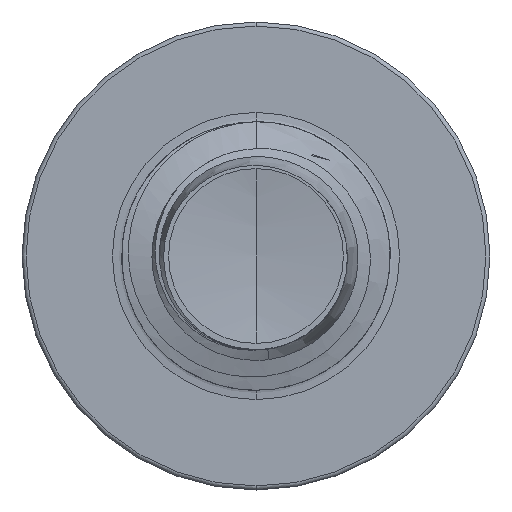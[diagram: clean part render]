
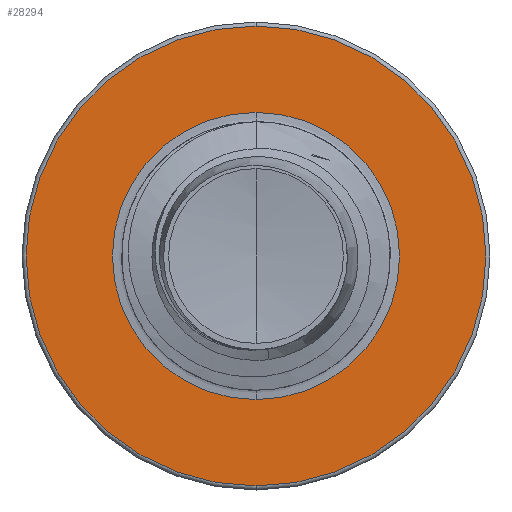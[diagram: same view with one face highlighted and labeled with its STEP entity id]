
A CAD part, front view. The second image highlights one B-rep face of the part: STEP entity #28294.
In plain terms, the highlighted planar face has unit normal (0, -1, 0).
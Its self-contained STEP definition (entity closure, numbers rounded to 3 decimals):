
#459 = EDGE_LOOP ( 'NONE', ( #6484, #4295 ) ) ;
#1283 = FACE_BOUND ( 'NONE', #34086, .T. ) ;
#1398 = CIRCLE ( 'NONE', #27002, 1.872 ) ;
#2351 = EDGE_CURVE ( 'NONE', #14931, #3019, #1398, .T. ) ;
#3019 = VERTEX_POINT ( 'NONE', #7879 ) ;
#3462 = ORIENTED_EDGE ( 'NONE', *, *, #24215, .T. ) ;
#4295 = ORIENTED_EDGE ( 'NONE', *, *, #28556, .F. ) ;
#4463 = VERTEX_POINT ( 'NONE', #20071 ) ;
#4768 = AXIS2_PLACEMENT_3D ( 'NONE', #24825, #27772, #11523 ) ;
#4816 = CARTESIAN_POINT ( 'NONE',  ( 0., 14., -2.997 ) ) ;
#6484 = ORIENTED_EDGE ( 'NONE', *, *, #31432, .F. ) ;
#6586 = AXIS2_PLACEMENT_3D ( 'NONE', #9724, #28721, #12497 ) ;
#7879 = CARTESIAN_POINT ( 'NONE',  ( 0., 14., -1.872 ) ) ;
#9724 = CARTESIAN_POINT ( 'NONE',  ( 0., 14., 0. ) ) ;
#9738 = DIRECTION ( 'NONE',  ( 0., 1., 0. ) ) ;
#10089 = ORIENTED_EDGE ( 'NONE', *, *, #2351, .T. ) ;
#10732 = AXIS2_PLACEMENT_3D ( 'NONE', #26012, #9738, #28733 ) ;
#10907 = CARTESIAN_POINT ( 'NONE',  ( 0., 14., 0. ) ) ;
#11523 = DIRECTION ( 'NONE',  ( 0., 0., 1. ) ) ;
#11708 = DIRECTION ( 'NONE',  ( 0., 1., 0. ) ) ;
#12497 = DIRECTION ( 'NONE',  ( 0., 0., 1. ) ) ;
#12822 = CIRCLE ( 'NONE', #10732, 2.998 ) ;
#14931 = VERTEX_POINT ( 'NONE', #24793 ) ;
#14962 = FACE_OUTER_BOUND ( 'NONE', #459, .T. ) ;
#20071 = CARTESIAN_POINT ( 'NONE',  ( 0., 14., 2.998 ) ) ;
#23092 = VERTEX_POINT ( 'NONE', #4816 ) ;
#24065 = DIRECTION ( 'NONE',  ( 0., 0., 1. ) ) ;
#24215 = EDGE_CURVE ( 'NONE', #3019, #14931, #33607, .T. ) ;
#24793 = CARTESIAN_POINT ( 'NONE',  ( 0., 14., 1.872 ) ) ;
#24825 = CARTESIAN_POINT ( 'NONE',  ( 0., 14., -1.872 ) ) ;
#25050 = PLANE ( 'NONE',  #4768 ) ;
#26012 = CARTESIAN_POINT ( 'NONE',  ( 0., 14., 0. ) ) ;
#27002 = AXIS2_PLACEMENT_3D ( 'NONE', #10907, #31836, #24065 ) ;
#27502 = AXIS2_PLACEMENT_3D ( 'NONE', #27945, #11708, #30642 ) ;
#27772 = DIRECTION ( 'NONE',  ( 0., 1., 0. ) ) ;
#27945 = CARTESIAN_POINT ( 'NONE',  ( 0., 14., 0. ) ) ;
#28294 = ADVANCED_FACE ( 'NONE', ( #14962, #1283 ), #25050, .F. ) ;
#28556 = EDGE_CURVE ( 'NONE', #23092, #4463, #29362, .T. ) ;
#28721 = DIRECTION ( 'NONE',  ( 0., 1., 0. ) ) ;
#28733 = DIRECTION ( 'NONE',  ( 0., 0., 1. ) ) ;
#29362 = CIRCLE ( 'NONE', #6586, 2.998 ) ;
#30642 = DIRECTION ( 'NONE',  ( 0., 0., 1. ) ) ;
#31432 = EDGE_CURVE ( 'NONE', #4463, #23092, #12822, .T. ) ;
#31836 = DIRECTION ( 'NONE',  ( 0., 1., 0. ) ) ;
#33607 = CIRCLE ( 'NONE', #27502, 1.872 ) ;
#34086 = EDGE_LOOP ( 'NONE', ( #10089, #3462 ) ) ;
